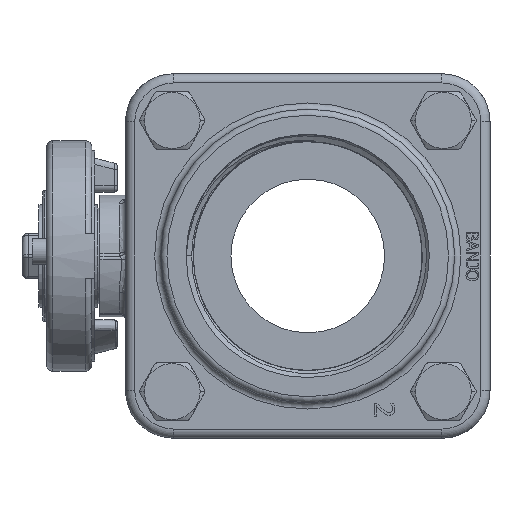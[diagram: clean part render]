
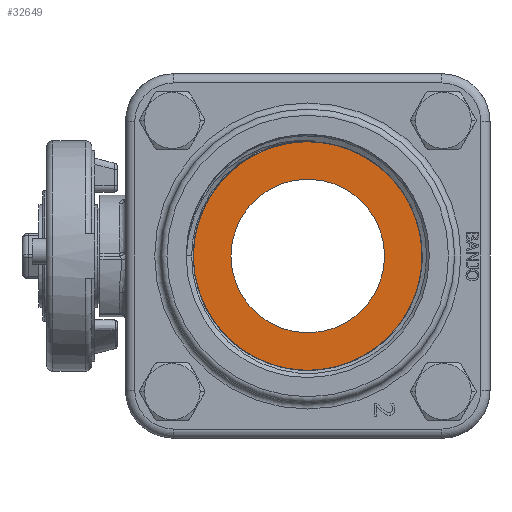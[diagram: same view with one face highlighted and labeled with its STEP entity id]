
A CAD part, left-side view. The second image highlights one B-rep face of the part: STEP entity #32649.
In plain terms, the highlighted planar face has unit normal (-1, 0, 0).
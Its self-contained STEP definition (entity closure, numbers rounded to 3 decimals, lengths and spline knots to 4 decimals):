
#7901=FACE_BOUND('',#11743,.T.);
#9730=FACE_OUTER_BOUND('',#11742,.T.);
#11742=EDGE_LOOP('',(#29950,#29951));
#11743=EDGE_LOOP('',(#29952,#29953));
#12585=CIRCLE('',#35200,1.1179);
#12681=CIRCLE('',#35415,1.1179);
#12683=CIRCLE('',#35422,0.75);
#12684=CIRCLE('',#35423,0.75);
#15447=VERTEX_POINT('',#62748);
#15449=VERTEX_POINT('',#62751);
#15753=VERTEX_POINT('',#66186);
#15754=VERTEX_POINT('',#66188);
#20026=EDGE_CURVE('',#15447,#15449,#12585,.T.);
#20481=EDGE_CURVE('',#15449,#15447,#12681,.T.);
#20486=EDGE_CURVE('',#15754,#15753,#12683,.T.);
#20487=EDGE_CURVE('',#15753,#15754,#12684,.T.);
#29950=ORIENTED_EDGE('',*,*,#20481,.F.);
#29951=ORIENTED_EDGE('',*,*,#20026,.F.);
#29952=ORIENTED_EDGE('',*,*,#20486,.T.);
#29953=ORIENTED_EDGE('',*,*,#20487,.T.);
#30820=PLANE('',#35424);
#32649=ADVANCED_FACE('',(#9730,#7901),#30820,.T.);
#35200=AXIS2_PLACEMENT_3D('',#62752,#42397,#42398);
#35415=AXIS2_PLACEMENT_3D('',#65661,#43063,#43064);
#35422=AXIS2_PLACEMENT_3D('',#66189,#43080,#43081);
#35423=AXIS2_PLACEMENT_3D('',#66190,#43082,#43083);
#35424=AXIS2_PLACEMENT_3D('',#66191,#43084,#43085);
#42397=DIRECTION('center_axis',(1.,0.,0.));
#42398=DIRECTION('ref_axis',(0.,1.,0.));
#43063=DIRECTION('center_axis',(1.,0.,0.));
#43064=DIRECTION('ref_axis',(0.,1.,0.));
#43080=DIRECTION('center_axis',(1.,0.,0.));
#43081=DIRECTION('ref_axis',(0.,1.,0.));
#43082=DIRECTION('center_axis',(1.,0.,0.));
#43083=DIRECTION('ref_axis',(0.,1.,0.));
#43084=DIRECTION('center_axis',(-1.,0.,0.));
#43085=DIRECTION('ref_axis',(0.,0.,1.));
#62748=CARTESIAN_POINT('',(0.86,-1.1179,0.));
#62751=CARTESIAN_POINT('',(0.86,0.8388,-0.739));
#62752=CARTESIAN_POINT('Origin',(0.86,0.,0.));
#65661=CARTESIAN_POINT('Origin',(0.86,0.,0.));
#66186=CARTESIAN_POINT('',(0.86,-0.75,0.));
#66188=CARTESIAN_POINT('',(0.86,0.75,0.));
#66189=CARTESIAN_POINT('Origin',(0.86,0.,0.));
#66190=CARTESIAN_POINT('Origin',(0.86,0.,0.));
#66191=CARTESIAN_POINT('Origin',(0.86,0.934,0.));
